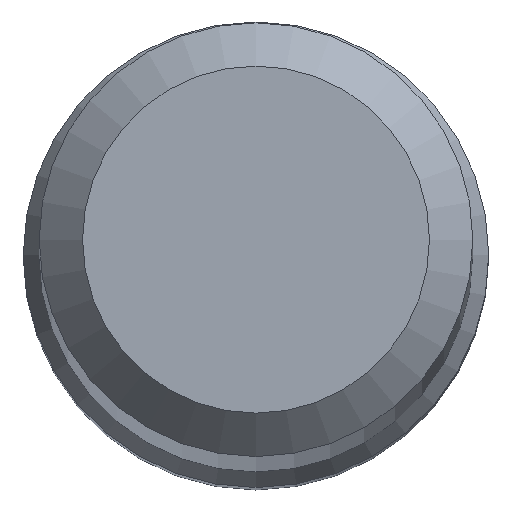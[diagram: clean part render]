
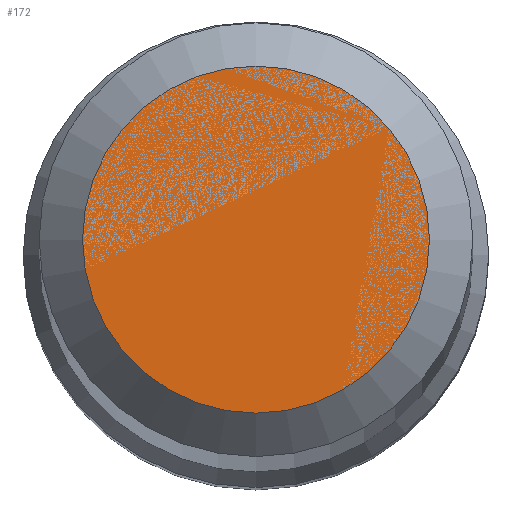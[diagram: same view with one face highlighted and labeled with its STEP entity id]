
A CAD part, top view. The second image highlights one B-rep face of the part: STEP entity #172.
In plain terms, the highlighted planar face has unit normal (0, 0, 1).
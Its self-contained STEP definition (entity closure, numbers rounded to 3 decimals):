
#7 = EDGE_LOOP ( 'NONE', ( #33 ) ) ;
#21 = DIRECTION ( 'NONE',  ( 0., 1., 0. ) ) ;
#31 = DIRECTION ( 'NONE',  ( 0., 0., -1. ) ) ;
#33 = ORIENTED_EDGE ( 'NONE', *, *, #208, .F. ) ;
#34 = CARTESIAN_POINT ( 'NONE',  ( 0., 1.2, 70. ) ) ;
#51 = DIRECTION ( 'NONE',  ( 0., 1., 0. ) ) ;
#123 = AXIS2_PLACEMENT_3D ( 'NONE', #278, #31, #51 ) ;
#161 = AXIS2_PLACEMENT_3D ( 'NONE', #236, #299, #21 ) ;
#163 = FACE_OUTER_BOUND ( 'NONE', #7, .T. ) ;
#172 = ADVANCED_FACE ( 'NONE', ( #163 ), #242, .F. ) ;
#208 = EDGE_CURVE ( 'NONE', #223, #223, #267, .T. ) ;
#223 = VERTEX_POINT ( 'NONE', #34 ) ;
#236 = CARTESIAN_POINT ( 'NONE',  ( 0., 0., 70. ) ) ;
#242 = PLANE ( 'NONE',  #123 ) ;
#267 = CIRCLE ( 'NONE', #161, 1.2 ) ;
#278 = CARTESIAN_POINT ( 'NONE',  ( 0., 0., 70. ) ) ;
#299 = DIRECTION ( 'NONE',  ( 0., 0., -1. ) ) ;
